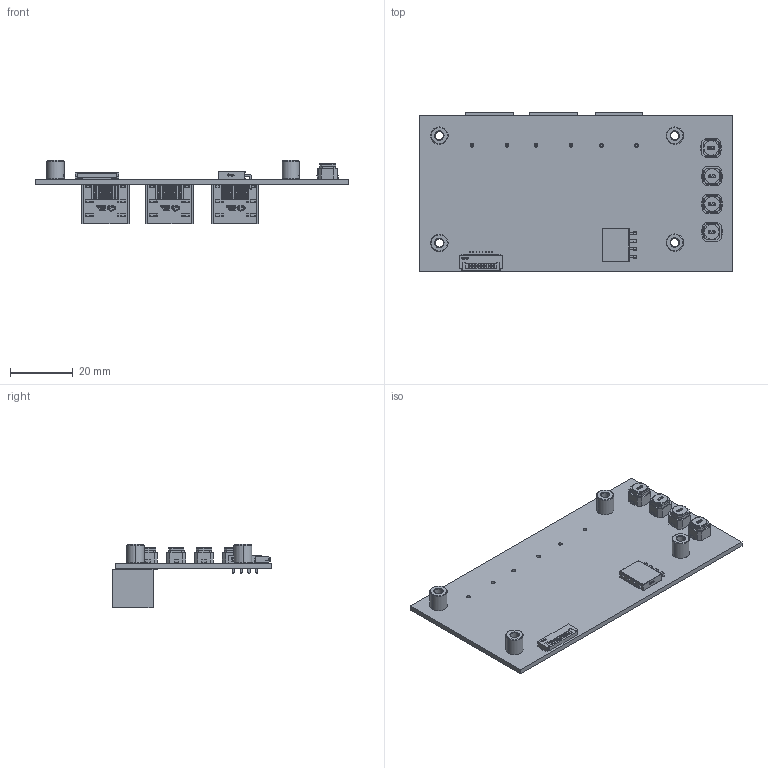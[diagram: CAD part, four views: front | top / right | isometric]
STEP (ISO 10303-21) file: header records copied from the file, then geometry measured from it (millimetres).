
FILE_DESCRIPTION(('Designed by EasyEDA Pro'),'2;1');
FILE_NAME('Open CASCADE Shape Model','2024-02-19T09:32:13',('Author'),( 'Open CASCADE'),'Open CASCADE STEP processor 7.6','Open CASCADE 7.6' ,'Unknown');
FILE_SCHEMA(('AUTOMOTIVE_DESIGN { 1 0 10303 214 1 1 1 1 }'));
Length unit declared in the file: millimetre
Products named in the file (25): PCBModel; Board; FPC1; FPC-SMD_8P-P1.00_AFA01-S08; SOLID; SW2; KEY-SMD_2P-L6.0-W6.0-P6.00; SW3; SW4; SW1; U3; SMD_SMTSO3060CTJ; U4; U5; U2; U1; HDR-TH_4P-P2.54-H-F-W10.0-N; RJ2; RJ45-SMD_MJ56881-B011-HXRN1-C; RJ3; RJ1
Assembly tree (32 placements, depth 4):
  PCBModel
    Board
    FPC1
      FPC-SMD_8P-P1.00_AFA01-S08
        SOLID
    SW2
      KEY-SMD_2P-L6.0-W6.0-P6.00
        SOLID
    SW3
      KEY-SMD_2P-L6.0-W6.0-P6.00
        SOLID
    SW4
      KEY-SMD_2P-L6.0-W6.0-P6.00
        SOLID
    SW1
      KEY-SMD_2P-L6.0-W6.0-P6.00
        SOLID
    U3
      SMD_SMTSO3060CTJ
        SOLID
    U4
      SMD_SMTSO3060CTJ
        SOLID
    U5
      SMD_SMTSO3060CTJ
        SOLID
    U2
      SMD_SMTSO3060CTJ
        SOLID
    U1
      HDR-TH_4P-P2.54-H-F-W10.0-N
        SOLID
    RJ2
      RJ45-SMD_MJ56881-B011-HXRN1-C
        SOLID
    RJ3
      RJ45-SMD_MJ56881-B011-HXRN1-C
        SOLID
    RJ1
      RJ45-SMD_MJ56881-B011-HXRN1-C
        SOLID
Bounding box: 99.97 x 50.77 x 20.13 mm (x, y, z)
Volume: 12941.5 mm3; surface area: 19066.5 mm2
Topology: 14 solids, 14 shells, 5635 faces, 15344 edges, 10158 vertices
Faces by surface type: plane 3740, bspline 1302, cylinder 322, extrusion 219, cone 52
Full cylindrical faces by diameter (mm): 1.1 x4, 1.2 x6, 4.4 x4
Entity records: 97233 total; most frequent: CARTESIAN_POINT 24179, ORIENTED_EDGE 12422, DIRECTION 8797, EDGE_CURVE 6211, VECTOR 4685, LINE 4612, VERTEX_POINT 4106, FACE_BOUND 2511
